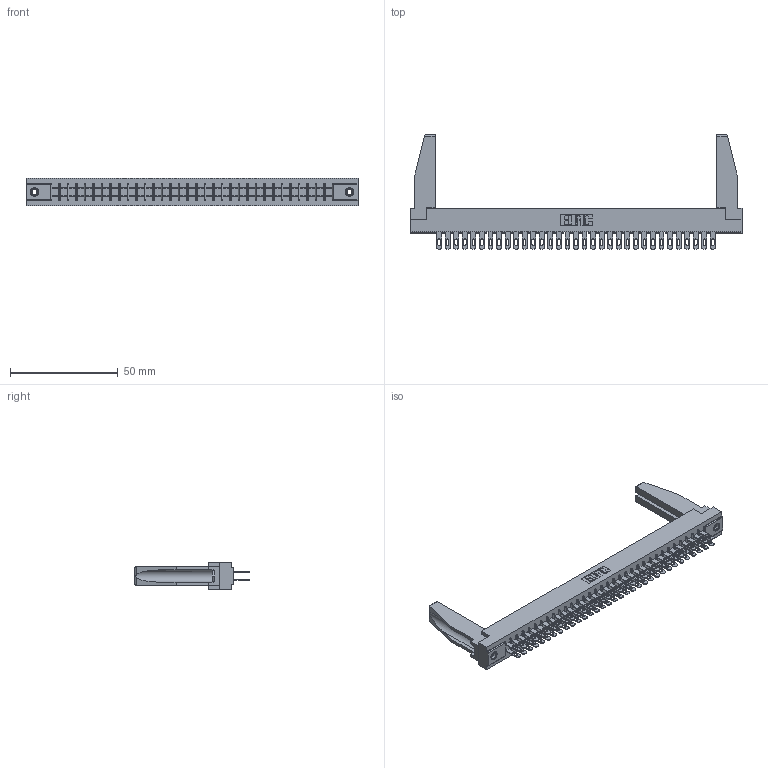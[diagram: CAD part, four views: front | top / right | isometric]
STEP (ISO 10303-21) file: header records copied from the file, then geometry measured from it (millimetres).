
FILE_DESCRIPTION (( 'STEP AP203' ), '1' );
FILE_NAME ('355-066-500-278.STEP', '2019-09-12T15:24:56', ( '' ), ( '' ), 'SwSTEP 2.0', 'SolidWorks 2016', '' );
FILE_SCHEMA (( 'CONFIG_CONTROL_DESIGN' ));
Length unit declared in the file: inch
Products named in the file (5): 345-250-001_345-250-001-102; 305-290-001_500; 305 Part_.156 Dia; 307-220-078; 355-066-500-278
Assembly tree (71 placements, depth 2):
  355-066-500-278
    305 Part_.156 Dia
    305-290-001_500  x66
    345-250-001_345-250-001-102  x2
    307-220-078  x2
Bounding box: 153.77 x 52.88 x 12.7 mm (x, y, z)
Volume: 20180.3 mm3; surface area: 25515.8 mm2
Topology: 71 solids, 71 shells, 3546 faces, 10117 edges, 6558 vertices
Faces by surface type: plane 2000, cylinder 1398, sphere 132, cone 12, torus 4
Entity records: 39287 total; most frequent: CARTESIAN_POINT 6507, ORIENTED_EDGE 6416, DIRECTION 6262, EDGE_CURVE 3208, LINE 2580, VECTOR 2580, VERTEX_POINT 2044, AXIS2_PLACEMENT_3D 1841
